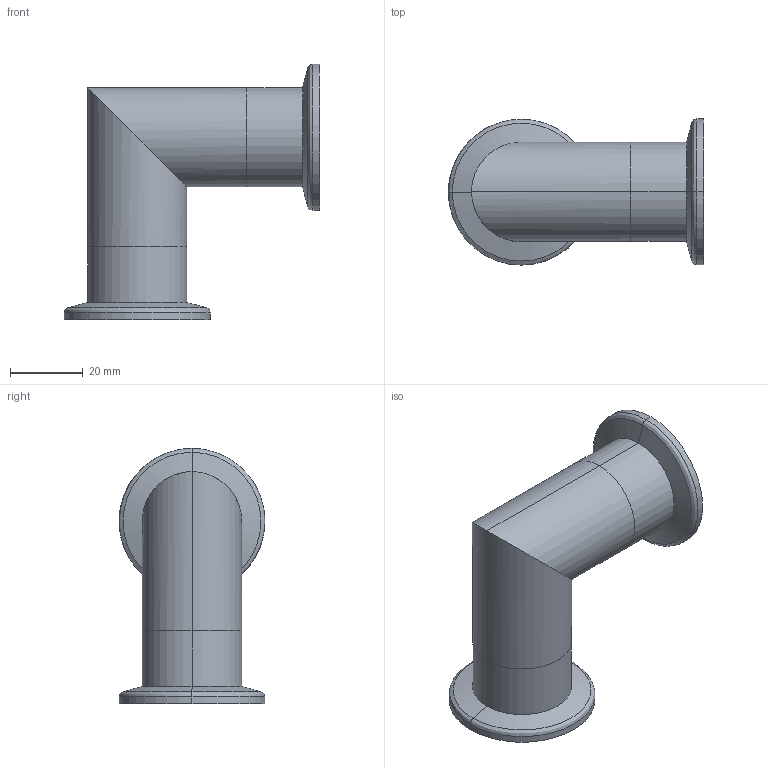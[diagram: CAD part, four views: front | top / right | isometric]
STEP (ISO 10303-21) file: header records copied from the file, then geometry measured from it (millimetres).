
FILE_DESCRIPTION( (''), '2;1');
FILE_NAME ('CAD714.5212.VP6025_12356.stp','2016-05-16T14:00:11',(''),(''),'spGate 11.3.9','spGate','');
FILE_SCHEMA (('AUTOMOTIVE_DESIGN'));
Length unit declared in the file: millimetre
Products named in the file (5): Assembly; VP3025; VP6025-1; VP6025-1_mr; VP3025_mr
Assembly tree (4 placements, depth 2):
  Assembly
    VP3025
    VP6025-1
    VP6025-1_mr
    VP3025_mr
Bounding box: 70 x 40 x 70 mm (x, y, z)
Volume: 19730 mm3; surface area: 19858.9 mm2
Topology: 4 solids, 4 shells, 42 faces, 84 edges, 52 vertices
Faces by surface type: cylinder 24, plane 10, bspline 8
Entity records: 2054 total; most frequent: CARTESIAN_POINT 388, DIRECTION 176, ORIENTED_EDGE 168, COLOUR_RGB 130, PRESENTATION_STYLE_ASSIGNMENT 130, STYLED_ITEM 130, AXIS2_PLACEMENT_3D 88, EDGE_CURVE 84
